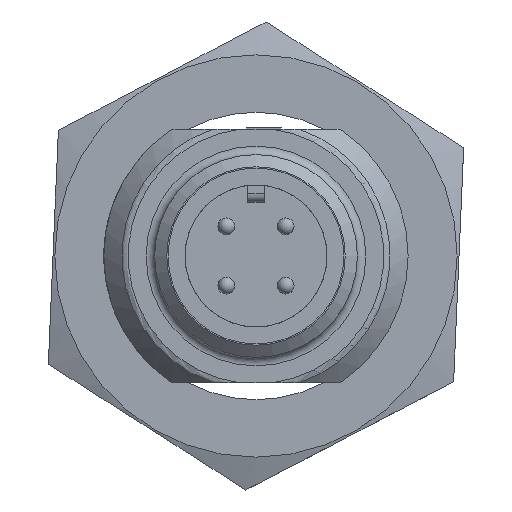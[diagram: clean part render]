
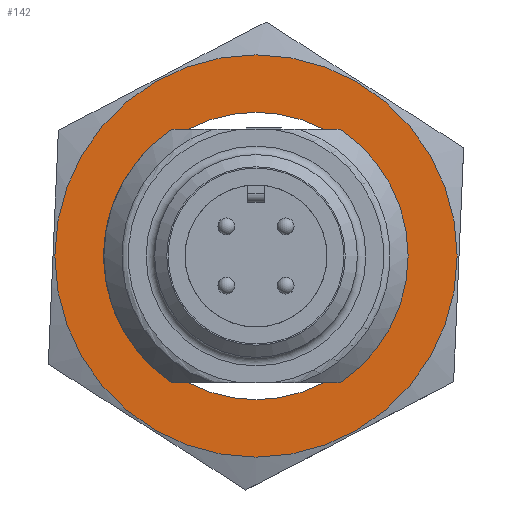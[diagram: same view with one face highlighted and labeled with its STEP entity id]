
A CAD part, left-side view. The second image highlights one B-rep face of the part: STEP entity #142.
In plain terms, the highlighted planar face has unit normal (-1, 0, 0).
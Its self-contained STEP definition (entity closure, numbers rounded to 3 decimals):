
#104 = EDGE_CURVE ( 'NONE', #7579, #7652, #6662, .T. ) ;
#142 = ADVANCED_FACE ( 'NONE', ( #6700, #6726 ), #9274, .F. ) ;
#204 = EDGE_CURVE ( 'NONE', #7757, #7528, #6782, .T. ) ;
#205 = EDGE_CURVE ( 'NONE', #7795, #7791, #6796, .T. ) ;
#327 = VERTEX_POINT ( 'NONE', #2494 ) ;
#368 = EDGE_LOOP ( 'NONE', ( #3028, #2795, #2626, #2552, #2619, #2615, #2908, #3138, #2674, #2797, #2541, #2960 ) ) ;
#379 = EDGE_LOOP ( 'NONE', ( #2825 ) ) ;
#475 = VERTEX_POINT ( 'NONE', #2457 ) ;
#752 = AXIS2_PLACEMENT_3D ( 'NONE', #9893, #9894, #9895 ) ;
#759 = AXIS2_PLACEMENT_3D ( 'NONE', #9896, #9897, #9898 ) ;
#1405 = CIRCLE ( 'NONE', #1420, 9. ) ;
#1420 = AXIS2_PLACEMENT_3D ( 'NONE', #7462, #7463, #7464 ) ;
#1442 = VECTOR ( 'NONE', #8674, 1000. ) ;
#1445 = CIRCLE ( 'NONE', #1483, 9. ) ;
#1483 = AXIS2_PLACEMENT_3D ( 'NONE', #8525, #8526, #8527 ) ;
#1987 = EDGE_CURVE ( 'NONE', #7791, #7676, #1405, .T. ) ;
#2001 = EDGE_CURVE ( 'NONE', #7817, #7524, #1445, .T. ) ;
#2457 = CARTESIAN_POINT ( 'NONE',  ( -1., 9., -0.424 ) ) ;
#2494 = CARTESIAN_POINT ( 'NONE',  ( -1., 9., 0.45 ) ) ;
#2541 = ORIENTED_EDGE ( 'NONE', *, *, #3497, .T. ) ;
#2552 = ORIENTED_EDGE ( 'NONE', *, *, #3495, .T. ) ;
#2566 = DIRECTION ( 'NONE',  ( 0., 1., 0. ) ) ;
#2575 = CARTESIAN_POINT ( 'NONE',  ( -1., 9.991, -7.5 ) ) ;
#2591 = DIRECTION ( 'NONE',  ( 0., 1., 0. ) ) ;
#2595 = CARTESIAN_POINT ( 'NONE',  ( -1., 9.991, -7.5 ) ) ;
#2615 = ORIENTED_EDGE ( 'NONE', *, *, #3335, .T. ) ;
#2619 = ORIENTED_EDGE ( 'NONE', *, *, #2001, .T. ) ;
#2626 = ORIENTED_EDGE ( 'NONE', *, *, #3494, .T. ) ;
#2674 = ORIENTED_EDGE ( 'NONE', *, *, #6868, .T. ) ;
#2795 = ORIENTED_EDGE ( 'NONE', *, *, #3493, .T. ) ;
#2797 = ORIENTED_EDGE ( 'NONE', *, *, #204, .T. ) ;
#2825 = ORIENTED_EDGE ( 'NONE', *, *, #3491, .T. ) ;
#2908 = ORIENTED_EDGE ( 'NONE', *, *, #3496, .T. ) ;
#2960 = ORIENTED_EDGE ( 'NONE', *, *, #205, .T. ) ;
#3028 = ORIENTED_EDGE ( 'NONE', *, *, #1987, .T. ) ;
#3138 = ORIENTED_EDGE ( 'NONE', *, *, #104, .T. ) ;
#3335 = EDGE_CURVE ( 'NONE', #7524, #5884, #5624, .T. ) ;
#3491 = EDGE_CURVE ( 'NONE', #5811, #5811, #8138, .T. ) ;
#3493 = EDGE_CURVE ( 'NONE', #7676, #475, #5662, .T. ) ;
#3494 = EDGE_CURVE ( 'NONE', #475, #327, #5663, .T. ) ;
#3495 = EDGE_CURVE ( 'NONE', #327, #7817, #5664, .T. ) ;
#3496 = EDGE_CURVE ( 'NONE', #5884, #7579, #8176, .T. ) ;
#3497 = EDGE_CURVE ( 'NONE', #7528, #7795, #8148, .T. ) ;
#4254 = VECTOR ( 'NONE', #2566, 1000. ) ;
#4255 = VECTOR ( 'NONE', #2591, 1000. ) ;
#4317 = AXIS2_PLACEMENT_3D ( 'NONE', #9311, #9292, #9380 ) ;
#4343 = VECTOR ( 'NONE', #9241, 1000. ) ;
#5624 = LINE ( 'NONE', #8673, #1442 ) ;
#5662 = LINE ( 'NONE', #9887, #8163 ) ;
#5663 = LINE ( 'NONE', #9889, #8144 ) ;
#5664 = LINE ( 'NONE', #9891, #8154 ) ;
#5811 = VERTEX_POINT ( 'NONE', #9844 ) ;
#5884 = VERTEX_POINT ( 'NONE', #10296 ) ;
#6662 = LINE ( 'NONE', #9242, #4343 ) ;
#6700 = FACE_OUTER_BOUND ( 'NONE', #379, .T. ) ;
#6726 = FACE_BOUND ( 'NONE', #368, .T. ) ;
#6782 = LINE ( 'NONE', #2595, #4255 ) ;
#6796 = LINE ( 'NONE', #2575, #4254 ) ;
#6868 = EDGE_CURVE ( 'NONE', #7652, #7757, #7885, .T. ) ;
#7462 = CARTESIAN_POINT ( 'NONE',  ( -1., 0., 0. ) ) ;
#7463 = DIRECTION ( 'NONE',  ( 1., 0., 0. ) ) ;
#7464 = DIRECTION ( 'NONE',  ( 0., 0., -1. ) ) ;
#7524 = VERTEX_POINT ( 'NONE', #9704 ) ;
#7528 = VERTEX_POINT ( 'NONE', #9706 ) ;
#7579 = VERTEX_POINT ( 'NONE', #9726 ) ;
#7652 = VERTEX_POINT ( 'NONE', #9752 ) ;
#7676 = VERTEX_POINT ( 'NONE', #9766 ) ;
#7757 = VERTEX_POINT ( 'NONE', #9802 ) ;
#7791 = VERTEX_POINT ( 'NONE', #9815 ) ;
#7795 = VERTEX_POINT ( 'NONE', #9817 ) ;
#7817 = VERTEX_POINT ( 'NONE', #9829 ) ;
#7885 = CIRCLE ( 'NONE', #7888, 9. ) ;
#7888 = AXIS2_PLACEMENT_3D ( 'NONE', #9515, #9516, #9517 ) ;
#8137 = AXIS2_PLACEMENT_3D ( 'NONE', #9012, #9013, #9014 ) ;
#8138 = CIRCLE ( 'NONE', #8137, 11.902 ) ;
#8144 = VECTOR ( 'NONE', #9890, 1000. ) ;
#8148 = CIRCLE ( 'NONE', #759, 8.5 ) ;
#8154 = VECTOR ( 'NONE', #9892, 1000. ) ;
#8163 = VECTOR ( 'NONE', #9888, 1000. ) ;
#8176 = CIRCLE ( 'NONE', #752, 8.5 ) ;
#8525 = CARTESIAN_POINT ( 'NONE',  ( -1., 0., 0. ) ) ;
#8526 = DIRECTION ( 'NONE',  ( 1., 0., 0. ) ) ;
#8527 = DIRECTION ( 'NONE',  ( 0., 0., -1. ) ) ;
#8673 = CARTESIAN_POINT ( 'NONE',  ( -1., 9.991, 7.5 ) ) ;
#8674 = DIRECTION ( 'NONE',  ( 0., -1., 0. ) ) ;
#9012 = CARTESIAN_POINT ( 'NONE',  ( -1., 0., 0. ) ) ;
#9013 = DIRECTION ( 'NONE',  ( -1., 0., 0. ) ) ;
#9014 = DIRECTION ( 'NONE',  ( 0., 0., -1. ) ) ;
#9241 = DIRECTION ( 'NONE',  ( 0., -1., 0. ) ) ;
#9242 = CARTESIAN_POINT ( 'NONE',  ( -1., 9.991, 7.5 ) ) ;
#9274 = PLANE ( 'NONE',  #4317 ) ;
#9292 = DIRECTION ( 'NONE',  ( 1., 0., 0. ) ) ;
#9311 = CARTESIAN_POINT ( 'NONE',  ( -1., 11.691, 7.438 ) ) ;
#9380 = DIRECTION ( 'NONE',  ( 0., 0., -1. ) ) ;
#9515 = CARTESIAN_POINT ( 'NONE',  ( -1., 0., 0. ) ) ;
#9516 = DIRECTION ( 'NONE',  ( 1., 0., 0. ) ) ;
#9517 = DIRECTION ( 'NONE',  ( 0., 0., -1. ) ) ;
#9704 = CARTESIAN_POINT ( 'NONE',  ( -1., 4.975, 7.5 ) ) ;
#9706 = CARTESIAN_POINT ( 'NONE',  ( -1., -4., -7.5 ) ) ;
#9726 = CARTESIAN_POINT ( 'NONE',  ( -1., -4., 7.5 ) ) ;
#9752 = CARTESIAN_POINT ( 'NONE',  ( -1., -4.975, 7.5 ) ) ;
#9766 = CARTESIAN_POINT ( 'NONE',  ( -1., 8.99, -0.424 ) ) ;
#9802 = CARTESIAN_POINT ( 'NONE',  ( -1., -4.975, -7.5 ) ) ;
#9815 = CARTESIAN_POINT ( 'NONE',  ( -1., 4.975, -7.5 ) ) ;
#9817 = CARTESIAN_POINT ( 'NONE',  ( -1., 4., -7.5 ) ) ;
#9829 = CARTESIAN_POINT ( 'NONE',  ( -1., 8.989, 0.45 ) ) ;
#9844 = CARTESIAN_POINT ( 'NONE',  ( -1., 0., -11.902 ) ) ;
#9887 = CARTESIAN_POINT ( 'NONE',  ( -1., 7.5, -0.424 ) ) ;
#9888 = DIRECTION ( 'NONE',  ( 0., 1., 0. ) ) ;
#9889 = CARTESIAN_POINT ( 'NONE',  ( -1., 9., 7.438 ) ) ;
#9890 = DIRECTION ( 'NONE',  ( 0., 0., 1. ) ) ;
#9891 = CARTESIAN_POINT ( 'NONE',  ( -1., 7.5, 0.45 ) ) ;
#9892 = DIRECTION ( 'NONE',  ( 0., -1., 0. ) ) ;
#9893 = CARTESIAN_POINT ( 'NONE',  ( -1., 0., 0. ) ) ;
#9894 = DIRECTION ( 'NONE',  ( 1., 0., 0. ) ) ;
#9895 = DIRECTION ( 'NONE',  ( 0., 0., -1. ) ) ;
#9896 = CARTESIAN_POINT ( 'NONE',  ( -1., 0., 0. ) ) ;
#9897 = DIRECTION ( 'NONE',  ( 1., 0., 0. ) ) ;
#9898 = DIRECTION ( 'NONE',  ( 0., 0., -1. ) ) ;
#10296 = CARTESIAN_POINT ( 'NONE',  ( -1., 4., 7.5 ) ) ;
